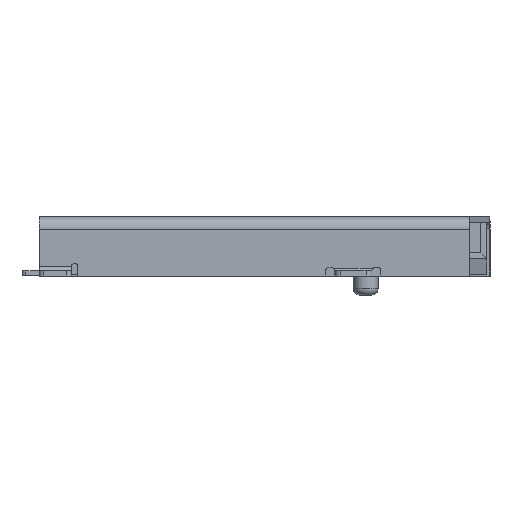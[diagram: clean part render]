
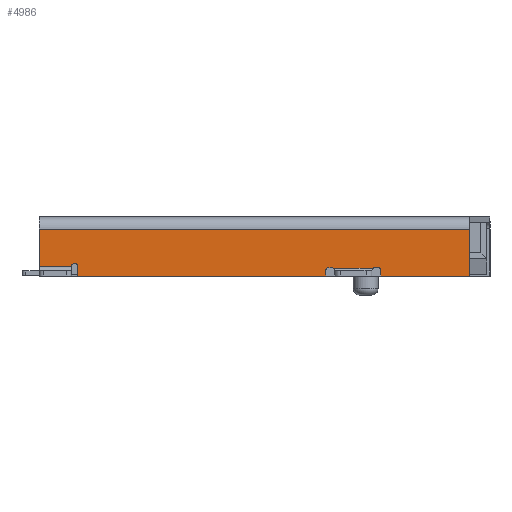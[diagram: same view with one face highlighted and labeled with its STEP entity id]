
A CAD part, left-side view. The second image highlights one B-rep face of the part: STEP entity #4986.
In plain terms, the highlighted planar face has unit normal (-1, 0, 0).
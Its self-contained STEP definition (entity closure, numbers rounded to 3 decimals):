
#292=LINE('',#9402,#868);
#295=LINE('',#9415,#871);
#299=LINE('',#9436,#875);
#302=LINE('',#9446,#878);
#306=LINE('',#9461,#882);
#364=LINE('',#9599,#940);
#369=LINE('',#9611,#945);
#371=LINE('',#9619,#947);
#375=LINE('',#9631,#951);
#390=LINE('',#9665,#966);
#392=LINE('',#9669,#968);
#393=LINE('',#9671,#969);
#394=LINE('',#9672,#970);
#395=LINE('',#9674,#971);
#868=VECTOR('',#7941,1000.);
#871=VECTOR('',#7954,1000.);
#875=VECTOR('',#7966,1000.);
#878=VECTOR('',#7977,1000.);
#882=VECTOR('',#7991,1000.);
#940=VECTOR('',#8117,1000.);
#945=VECTOR('',#8128,1000.);
#947=VECTOR('',#8138,1000.);
#951=VECTOR('',#8150,1000.);
#966=VECTOR('',#8185,1000.);
#968=VECTOR('',#8189,1000.);
#969=VECTOR('',#8190,1000.);
#970=VECTOR('',#8191,1000.);
#971=VECTOR('',#8192,1000.);
#1287=PLANE('',#7128);
#2340=ORIENTED_EDGE('',*,*,#3374,.F.);
#2341=ORIENTED_EDGE('',*,*,#3396,.F.);
#2342=ORIENTED_EDGE('',*,*,#3397,.T.);
#2343=ORIENTED_EDGE('',*,*,#3377,.T.);
#2344=ORIENTED_EDGE('',*,*,#3286,.T.);
#2345=ORIENTED_EDGE('',*,*,#3283,.T.);
#2346=ORIENTED_EDGE('',*,*,#3279,.T.);
#2347=ORIENTED_EDGE('',*,*,#3278,.T.);
#2348=ORIENTED_EDGE('',*,*,#3275,.T.);
#2349=ORIENTED_EDGE('',*,*,#3270,.T.);
#2350=ORIENTED_EDGE('',*,*,#3266,.T.);
#2351=ORIENTED_EDGE('',*,*,#3394,.T.);
#2352=ORIENTED_EDGE('',*,*,#3398,.T.);
#2353=ORIENTED_EDGE('',*,*,#3399,.F.);
#2354=ORIENTED_EDGE('',*,*,#3290,.T.);
#2355=ORIENTED_EDGE('',*,*,#3361,.T.);
#2356=ORIENTED_EDGE('',*,*,#3264,.T.);
#2357=ORIENTED_EDGE('',*,*,#3367,.F.);
#2358=ORIENTED_EDGE('',*,*,#3368,.F.);
#2359=ORIENTED_EDGE('',*,*,#3371,.F.);
#3264=EDGE_CURVE('',#3891,#3890,#292,.F.);
#3266=EDGE_CURVE('',#3892,#3893,#4221,.T.);
#3270=EDGE_CURVE('',#3896,#3892,#295,.T.);
#3275=EDGE_CURVE('',#3899,#3896,#4224,.T.);
#3278=EDGE_CURVE('',#3900,#3899,#299,.T.);
#3279=EDGE_CURVE('',#3901,#3900,#4225,.T.);
#3283=EDGE_CURVE('',#3904,#3901,#302,.T.);
#3286=EDGE_CURVE('',#3906,#3904,#4227,.T.);
#3290=EDGE_CURVE('',#3910,#3908,#306,.T.);
#3361=EDGE_CURVE('',#3908,#3891,#364,.T.);
#3367=EDGE_CURVE('',#3959,#3890,#369,.T.);
#3368=EDGE_CURVE('',#3960,#3959,#4244,.T.);
#3371=EDGE_CURVE('',#3962,#3960,#371,.T.);
#3374=EDGE_CURVE('',#3964,#3962,#4246,.T.);
#3377=EDGE_CURVE('',#3966,#3906,#375,.T.);
#3394=EDGE_CURVE('',#3893,#3975,#390,.T.);
#3396=EDGE_CURVE('',#3976,#3964,#392,.T.);
#3397=EDGE_CURVE('',#3976,#3966,#393,.T.);
#3398=EDGE_CURVE('',#3975,#3977,#394,.T.);
#3399=EDGE_CURVE('',#3910,#3977,#395,.T.);
#3890=VERTEX_POINT('',#9401);
#3891=VERTEX_POINT('',#9403);
#3892=VERTEX_POINT('',#9407);
#3893=VERTEX_POINT('',#9408);
#3896=VERTEX_POINT('',#9416);
#3899=VERTEX_POINT('',#9425);
#3900=VERTEX_POINT('',#9435);
#3901=VERTEX_POINT('',#9439);
#3904=VERTEX_POINT('',#9447);
#3906=VERTEX_POINT('',#9453);
#3908=VERTEX_POINT('',#9459);
#3910=VERTEX_POINT('',#9462);
#3959=VERTEX_POINT('',#9610);
#3960=VERTEX_POINT('',#9614);
#3962=VERTEX_POINT('',#9620);
#3964=VERTEX_POINT('',#9626);
#3966=VERTEX_POINT('',#9632);
#3975=VERTEX_POINT('',#9666);
#3976=VERTEX_POINT('',#9670);
#3977=VERTEX_POINT('',#9673);
#4221=CIRCLE('',#7057,0.093);
#4224=CIRCLE('',#7062,0.105);
#4225=CIRCLE('',#7065,0.093);
#4227=CIRCLE('',#7069,0.105);
#4244=CIRCLE('',#7111,0.061);
#4246=CIRCLE('',#7115,0.058);
#4459=EDGE_LOOP('',(#2340,#2341,#2342,#2343,#2344,#2345,#2346,#2347,#2348,
#2349,#2350,#2351,#2352,#2353,#2354,#2355,#2356,#2357,#2358,#2359));
#4724=FACE_BOUND('',#4459,.T.);
#4986=ADVANCED_FACE('',(#4724),#1287,.F.);
#7057=AXIS2_PLACEMENT_3D('',#9406,#7946,#7947);
#7062=AXIS2_PLACEMENT_3D('',#9424,#7962,#7963);
#7065=AXIS2_PLACEMENT_3D('',#9438,#7969,#7970);
#7069=AXIS2_PLACEMENT_3D('',#9452,#7982,#7983);
#7111=AXIS2_PLACEMENT_3D('',#9613,#8131,#8132);
#7115=AXIS2_PLACEMENT_3D('',#9625,#8143,#8144);
#7128=AXIS2_PLACEMENT_3D('',#9668,#8187,#8188);
#7941=DIRECTION('',(0.,1.,0.));
#7946=DIRECTION('',(1.,0.,0.));
#7947=DIRECTION('',(0.,1.,0.));
#7954=DIRECTION('',(0.,-1.,0.));
#7962=DIRECTION('',(1.,0.,0.));
#7963=DIRECTION('',(0.,-1.,0.));
#7966=DIRECTION('',(0.,-1.,0.));
#7969=DIRECTION('',(1.,0.,0.));
#7970=DIRECTION('',(0.,1.,0.));
#7977=DIRECTION('',(0.,-1.,0.));
#7982=DIRECTION('',(1.,0.,0.));
#7983=DIRECTION('',(0.,-1.,0.));
#7991=DIRECTION('',(0.,1.,0.));
#8117=DIRECTION('',(0.,0.,-1.));
#8128=DIRECTION('',(0.,0.,-1.));
#8131=DIRECTION('',(-1.,0.,0.));
#8132=DIRECTION('',(0.,-1.,0.));
#8138=DIRECTION('',(0.,1.,0.));
#8143=DIRECTION('',(-1.,0.,0.));
#8144=DIRECTION('',(0.,1.,0.));
#8150=DIRECTION('',(0.,0.,1.));
#8185=DIRECTION('',(0.,0.,-1.));
#8187=DIRECTION('',(1.,0.,0.));
#8188=DIRECTION('',(0.,1.,0.));
#8189=DIRECTION('',(0.,0.,1.));
#8190=DIRECTION('',(0.,-1.,0.));
#8191=DIRECTION('',(0.,-1.,0.));
#8192=DIRECTION('',(0.,0.,-1.));
#9401=CARTESIAN_POINT('',(-7.375,6.209,0.32));
#9402=CARTESIAN_POINT('',(-7.375,6.209,0.32));
#9403=CARTESIAN_POINT('',(-7.375,7.25,0.32));
#9406=CARTESIAN_POINT('',(-7.375,-3.646,0.181));
#9407=CARTESIAN_POINT('',(-7.375,-3.646,0.274));
#9408=CARTESIAN_POINT('',(-7.375,-3.739,0.181));
#9415=CARTESIAN_POINT('',(-7.375,-3.585,0.274));
#9416=CARTESIAN_POINT('',(-7.375,-3.556,0.274));
#9424=CARTESIAN_POINT('',(-7.375,-3.556,0.169));
#9425=CARTESIAN_POINT('',(-7.375,-3.498,0.256));
#9435=CARTESIAN_POINT('',(-7.375,-2.213,0.256));
#9436=CARTESIAN_POINT('',(-7.375,7.27,0.256));
#9438=CARTESIAN_POINT('',(-7.375,-2.158,0.181));
#9439=CARTESIAN_POINT('',(-7.375,-2.158,0.274));
#9446=CARTESIAN_POINT('',(-7.375,-2.069,0.274));
#9447=CARTESIAN_POINT('',(-7.375,-2.069,0.274));
#9452=CARTESIAN_POINT('',(-7.375,-2.069,0.169));
#9453=CARTESIAN_POINT('',(-7.375,-1.964,0.169));
#9459=CARTESIAN_POINT('',(-7.375,7.25,1.512));
#9461=CARTESIAN_POINT('',(-7.375,7.25,1.512));
#9462=CARTESIAN_POINT('',(-7.375,-6.587,1.512));
#9599=CARTESIAN_POINT('',(-7.375,7.25,1.9));
#9610=CARTESIAN_POINT('',(-7.375,6.209,0.328));
#9611=CARTESIAN_POINT('',(-7.375,6.209,0.328));
#9613=CARTESIAN_POINT('',(-7.375,6.148,0.328));
#9614=CARTESIAN_POINT('',(-7.375,6.148,0.389));
#9619=CARTESIAN_POINT('',(-7.375,6.069,0.389));
#9620=CARTESIAN_POINT('',(-7.375,6.069,0.389));
#9625=CARTESIAN_POINT('',(-7.375,6.069,0.331));
#9626=CARTESIAN_POINT('',(-7.375,6.011,0.331));
#9631=CARTESIAN_POINT('',(-7.375,-1.964,0.));
#9632=CARTESIAN_POINT('',(-7.375,-1.964,0.));
#9665=CARTESIAN_POINT('',(-7.375,-3.739,0.181));
#9666=CARTESIAN_POINT('',(-7.375,-3.739,0.));
#9668=CARTESIAN_POINT('',(-7.375,7.25,1.9));
#9669=CARTESIAN_POINT('',(-7.375,6.011,0.));
#9670=CARTESIAN_POINT('',(-7.375,6.011,0.));
#9671=CARTESIAN_POINT('',(-7.375,7.25,0.));
#9672=CARTESIAN_POINT('',(-7.375,7.25,0.));
#9673=CARTESIAN_POINT('',(-7.375,-6.587,0.));
#9674=CARTESIAN_POINT('',(-7.375,-6.587,1.9));
